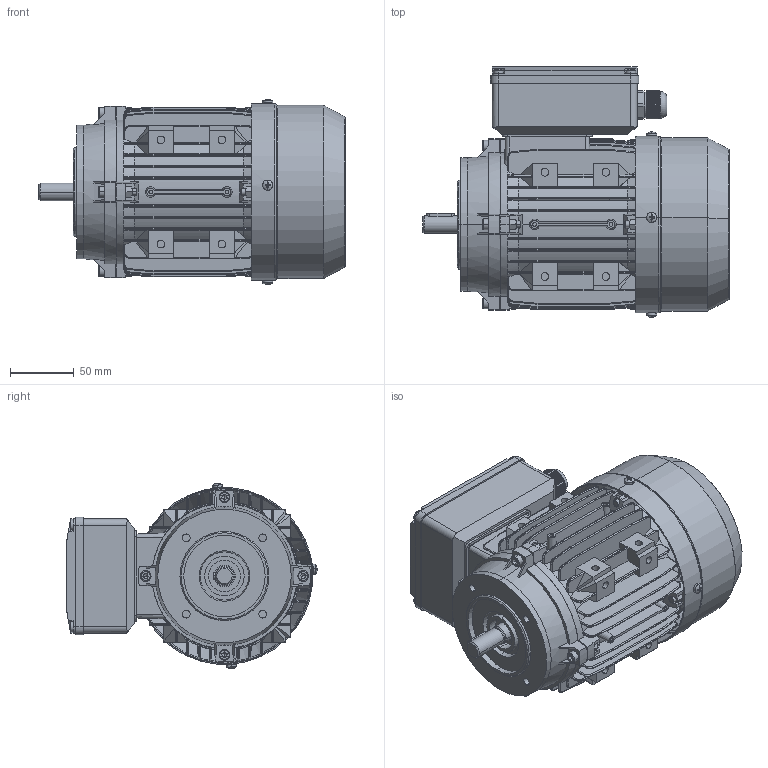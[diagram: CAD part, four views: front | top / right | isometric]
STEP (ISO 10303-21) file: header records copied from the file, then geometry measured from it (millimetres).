
FILE_DESCRIPTION (( 'STEP AP203' ), '1' );
FILE_NAME ('MY71S B14.STEP', '2016-02-29T02:19:46', ( 'USER' ), ( 'MS' ), 'SwSTEP 2.0', 'SolidWorks 2008', '' );
FILE_SCHEMA (( 'CONFIG_CONTROL_DESIGN' ));
Products named in the file (13): MS63-71 出线螺套_默认; Cross recessed thread forming screws GB_GB_CROSS_SCREWS_TYPE138 M4X10-N; Hexagon socket head cap screws GB_GB_FASTENER_SCREWS_HSHCS M5X25-N; 71 B14盖_默认; MY71S B14; 71S机壳_默认; 71S 转轴_默认; 71后盖_默认; MS71 风叶_默认; Hexagon nuts grade C GB_GB_FASTENER_NUT_SNC1 M5-N; 71风罩_默认; my接线盒座_默认; my接线盒盖_默认
Assembly tree (33 placements, depth 2):
  MY71S B14
    Cross recessed thread forming screws GB_GB_CROSS_SCREWS_TYPE138 M4X10-N  x8
    MS71 风叶_默认
    MS63-71 出线螺套_默认
    Hexagon nuts grade C GB_GB_FASTENER_NUT_SNC1 M5-N  x8
    71后盖_默认
    my接线盒座_默认
    Hexagon socket head cap screws GB_GB_FASTENER_SCREWS_HSHCS M5X25-N  x8
    71S 转轴_默认
    71 B14盖_默认
    71风罩_默认
    my接线盒盖_默认
    71S机壳_默认
Bounding box: 241 x 196.91 x 145.82 mm (x, y, z)
Volume: 625368.3 mm3; surface area: 487188.8 mm2
Topology: 33 solids, 33 shells, 3448 faces, 9050 edges, 5672 vertices
Faces by surface type: plane 1822, cylinder 995, cone 227, torus 142, bspline 142, sphere 120
Entity records: 102638 total; most frequent: CARTESIAN_POINT 28505, ORIENTED_EDGE 15800, DIRECTION 14161, EDGE_CURVE 7900, VERTEX_POINT 4993, AXIS2_PLACEMENT_3D 4817, LINE 4527, VECTOR 4527
